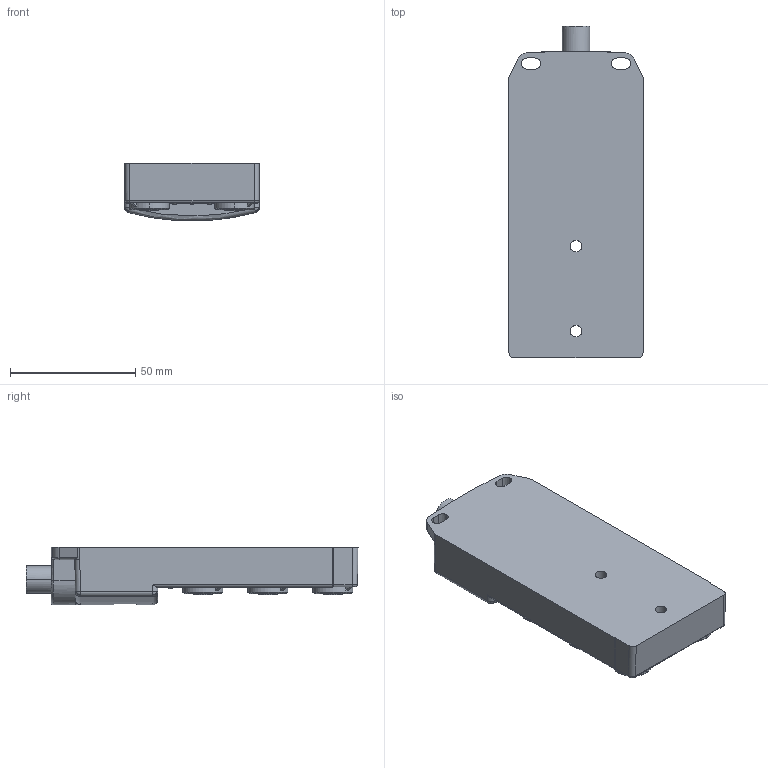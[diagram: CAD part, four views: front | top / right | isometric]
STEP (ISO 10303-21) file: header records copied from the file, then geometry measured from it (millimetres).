
FILE_DESCRIPTION((''),'2;1');
FILE_NAME('DM_CAD-2071','2015-01-21T',('Creinig-se'),(''),'PRO/ENGINEER BY PARAMETRIC TECHNOLOGY CORPORATION, 2013050','PRO/ENGINEER BY PARAMETRIC TECHNOLOGY CORPORATION, 2013050','');
FILE_SCHEMA(('CONFIG_CONTROL_DESIGN'));
Products named in the file (1): DM_CAD-2071
Bounding box: 54 x 132.78 x 23.11 mm (x, y, z)
Volume: 112674.6 mm3; surface area: 25322 mm2
Topology: 1 solids, 1 shells, 1212 faces, 3348 edges, 2214 vertices
Faces by surface type: plane 834, cylinder 153, cone 129, torus 38, bspline 32, sphere 26
Entity records: 57602 total; most frequent: CARTESIAN_POINT 13119, ORIENTED_EDGE 6640, DIRECTION 6150, PRESENTATION_STYLE_ASSIGNMENT 3608, STYLED_ITEM 3321, CURVE_STYLE 3320, EDGE_CURVE 3320, VECTOR 2398
